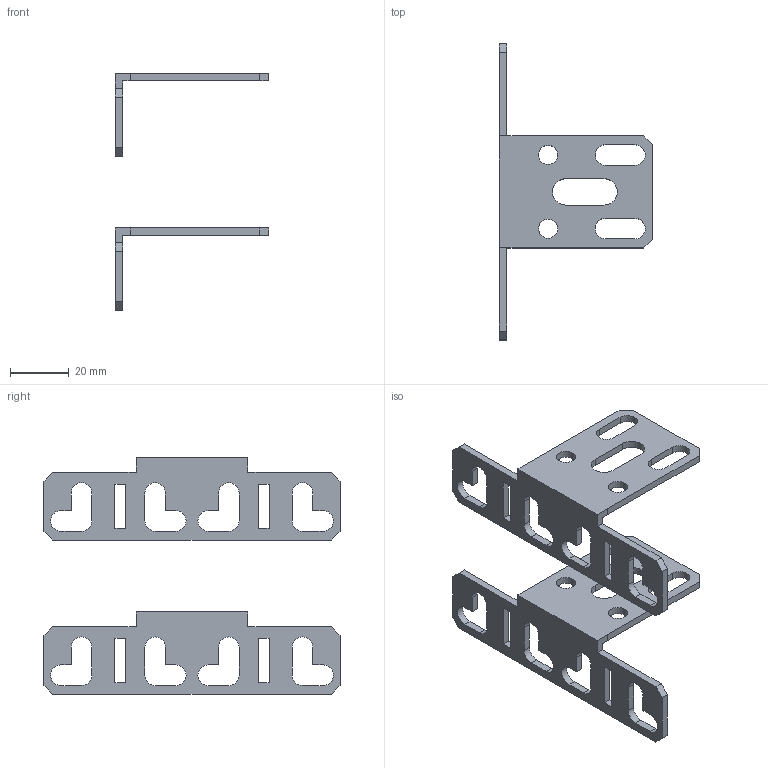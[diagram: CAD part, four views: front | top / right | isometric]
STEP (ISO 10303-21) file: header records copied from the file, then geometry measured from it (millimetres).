
FILE_DESCRIPTION (( 'STEP AP203' ), '1' );
FILE_NAME ('FO-00-BPRM-1 FORMAT Êðîíøòåéí ïðîôèëÿ ìîíòàæ. 50õ25 òèï 1 (2øò_óïàê) IEK.STEP', '2024-07-09T06:54:07', ( '' ), ( '' ), 'SwSTEP 2.0', 'SolidWorks 2022', '' );
FILE_SCHEMA (( 'CONFIG_CONTROL_DESIGN' ));
Length unit declared in the file: millimetre
Products named in the file (1): FO-00-BPRM-1 FORMAT Кронштейн профиля монтаж. 50х25 тип 1 (2шт_упак) IEK
Bounding box: 52 x 100.5 x 80.39 mm (x, y, z)
Volume: 15905.6 mm3; surface area: 16787 mm2
Topology: 2 solids, 2 shells, 150 faces, 438 edges, 292 vertices
Faces by surface type: plane 100, cylinder 50
Entity records: 5125 total; most frequent: CARTESIAN_POINT 881, ORIENTED_EDGE 876, DIRECTION 840, EDGE_CURVE 438, VECTOR 338, LINE 338, VERTEX_POINT 292, AXIS2_PLACEMENT_3D 251
